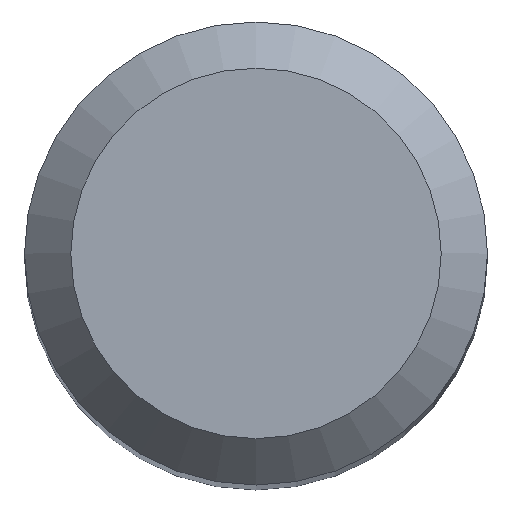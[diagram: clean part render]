
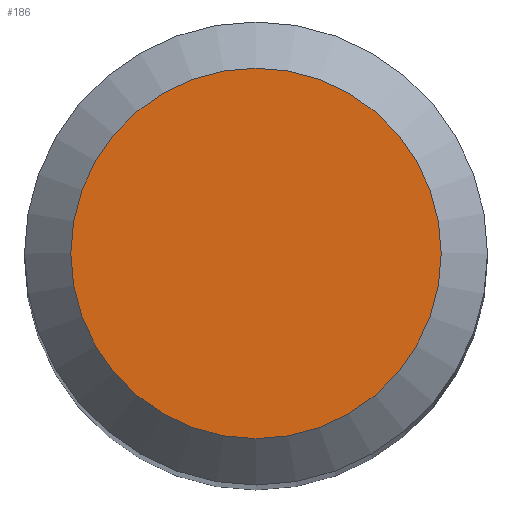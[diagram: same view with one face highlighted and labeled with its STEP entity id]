
A CAD part, top view. The second image highlights one B-rep face of the part: STEP entity #186.
In plain terms, the highlighted planar face has unit normal (0, 0, 1).
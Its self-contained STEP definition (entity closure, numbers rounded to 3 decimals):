
#1 = ORIENTED_EDGE ( 'NONE', *, *, #314, .T. ) ;
#9 = FACE_OUTER_BOUND ( 'NONE', #185, .T. ) ;
#33 = CARTESIAN_POINT ( 'NONE',  ( 0., 3.2, 75. ) ) ;
#51 = CIRCLE ( 'NONE', #276, 3.2 ) ;
#71 = DIRECTION ( 'NONE',  ( -1., 0., 0. ) ) ;
#110 = DIRECTION ( 'NONE',  ( 1., 0., 0. ) ) ;
#185 = EDGE_LOOP ( 'NONE', ( #1 ) ) ;
#186 = ADVANCED_FACE ( 'NONE', ( #9 ), #369, .F. ) ;
#194 = DIRECTION ( 'NONE',  ( 0., 0., 1. ) ) ;
#220 = CARTESIAN_POINT ( 'NONE',  ( 3.2, 0., 75. ) ) ;
#221 = DIRECTION ( 'NONE',  ( 0., 0., -1. ) ) ;
#262 = VERTEX_POINT ( 'NONE', #220 ) ;
#276 = AXIS2_PLACEMENT_3D ( 'NONE', #381, #194, #110 ) ;
#314 = EDGE_CURVE ( 'NONE', #262, #262, #51, .T. ) ;
#332 = AXIS2_PLACEMENT_3D ( 'NONE', #33, #221, #71 ) ;
#369 = PLANE ( 'NONE',  #332 ) ;
#381 = CARTESIAN_POINT ( 'NONE',  ( 0., 0., 75. ) ) ;
